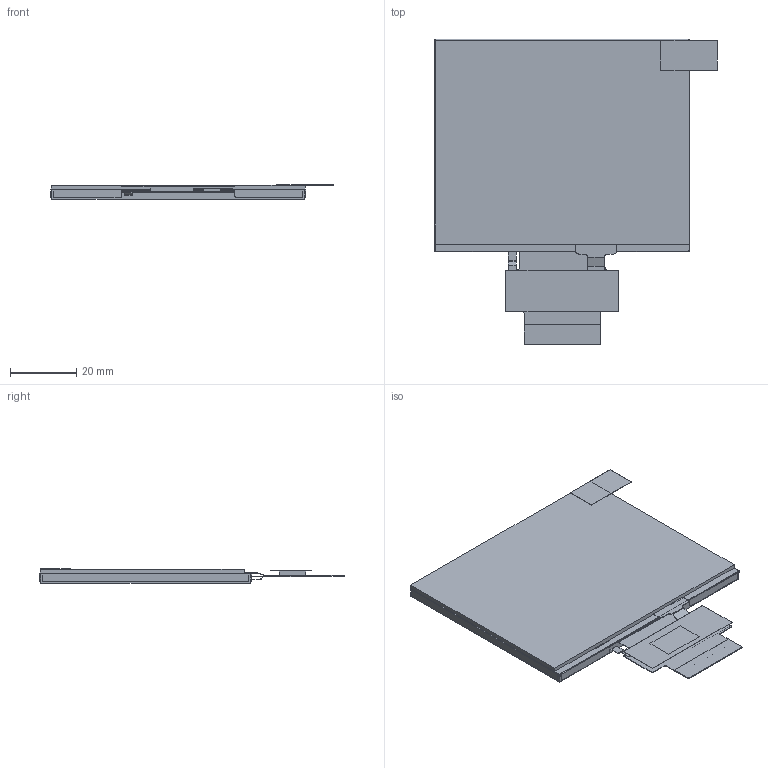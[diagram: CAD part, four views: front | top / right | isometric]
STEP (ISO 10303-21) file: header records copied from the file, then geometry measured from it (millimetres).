
FILE_DESCRIPTION((''),'2;1');
FILE_NAME('ZW-T035TLV-13P','2021-01-26T',('disea'),(''),'PRO/ENGINEER BY PARAMETRIC TECHNOLOGY CORPORATION, 2015240','PRO/ENGINEER BY PARAMETRIC TECHNOLOGY CORPORATION, 2015240','');
FILE_SCHEMA(('CONFIG_CONTROL_DESIGN'));
Length unit declared in the file: millimetre
Products named in the file (1): ZW-T035TLV-13P
Bounding box: 85.2 x 92 x 4.35 mm (x, y, z)
Volume: 20101.8 mm3; surface area: 22937.3 mm2
Topology: 1 solids, 2 shells, 176 faces, 490 edges, 319 vertices
Faces by surface type: plane 120, cylinder 52, bspline 4
Entity records: 5752 total; most frequent: CARTESIAN_POINT 1124, ORIENTED_EDGE 980, DIRECTION 937, EDGE_CURVE 490, VECTOR 371, LINE 371, VERTEX_POINT 319, AXIS2_PLACEMENT_3D 283
